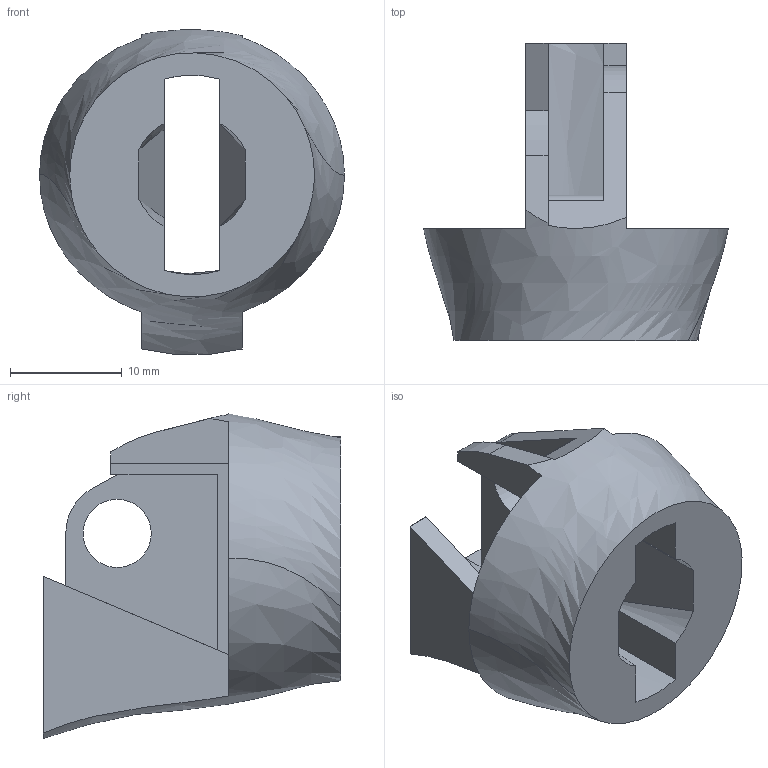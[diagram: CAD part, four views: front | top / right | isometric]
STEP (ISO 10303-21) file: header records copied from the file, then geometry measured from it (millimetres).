
FILE_DESCRIPTION (( 'STEP AP203' ), '1' );
FILE_NAME ('IP - P MainTH L.STEP', '2017-08-02T02:59:13', ( '' ), ( '' ), 'SwSTEP 2.0', 'SolidWorks 2016', '' );
FILE_SCHEMA (( 'CONFIG_CONTROL_DESIGN' ));
Length unit declared in the file: millimetre
Products named in the file (1): IP - P MainTH L
Bounding box: 27.3 x 26.6 x 29.07 mm (x, y, z)
Volume: 5048.2 mm3; surface area: 3236.5 mm2
Topology: 1 solids, 1 shells, 37 faces, 111 edges, 73 vertices
Faces by surface type: plane 22, bspline 9, cylinder 6
Entity records: 1727 total; most frequent: CARTESIAN_POINT 720, ORIENTED_EDGE 218, DIRECTION 157, EDGE_CURVE 109, VERTEX_POINT 73, LINE 67, VECTOR 67, AXIS2_PLACEMENT_3D 45
